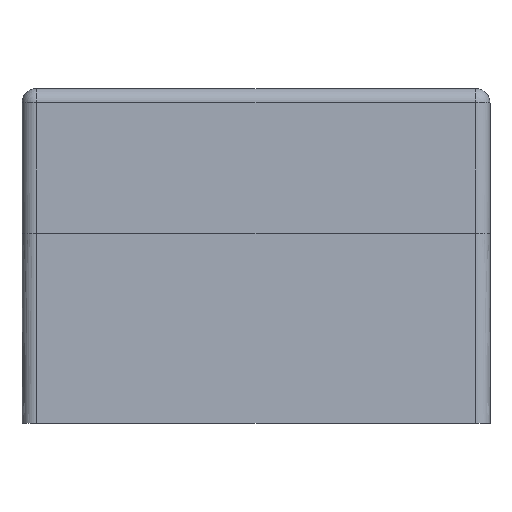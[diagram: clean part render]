
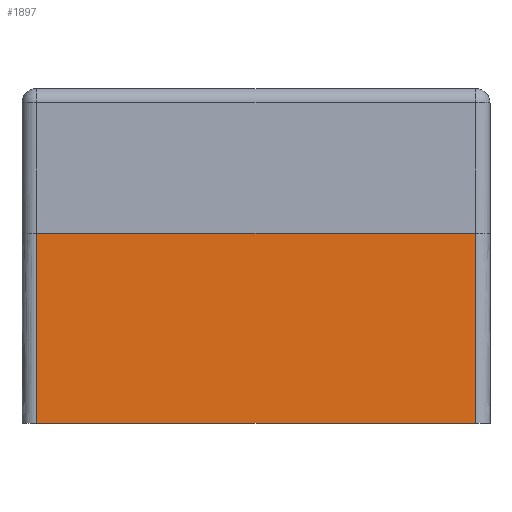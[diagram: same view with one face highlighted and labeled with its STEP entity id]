
A CAD part, front view. The second image highlights one B-rep face of the part: STEP entity #1897.
In plain terms, the highlighted face is a extrusion surface.
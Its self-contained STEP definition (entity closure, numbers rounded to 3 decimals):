
#431 = PLANE('',#432);
#432 = AXIS2_PLACEMENT_3D('',#433,#434,#435);
#433 = CARTESIAN_POINT('',(-16.,65.465,-25.4));
#434 = DIRECTION('',(0.,0.999,-0.035));
#435 = DIRECTION('',(1.,0.,0.));
#941 = PLANE('',#942);
#942 = AXIS2_PLACEMENT_3D('',#943,#944,#945);
#943 = CARTESIAN_POINT('',(0.,68.231,-25.4));
#944 = DIRECTION('',(0.,0.,-1.));
#945 = DIRECTION('',(0.,-1.,0.));
#976 = ( BOUNDED_SURFACE() B_SPLINE_SURFACE(2,4,(
    (#977,#978,#979,#980,#981,#982,#983,#984)
    ,(#985,#986,#987,#988,#989,#990,#991,#992)
    ,(#993,#994,#995,#996,#997,#998,#999,#1000
)),.UNSPECIFIED.,.F.,.F.,.F.) B_SPLINE_SURFACE_WITH_KNOTS((3,3),(5,3,5),
  (0.,13.008),(9.906,22.914,24.036),
.UNSPECIFIED.) GEOMETRIC_REPRESENTATION_ITEM() RATIONAL_B_SPLINE_SURFACE
((
    (1.,1.,1.,1.,1.,1.,1.,1.)
    ,(0.707,0.707,0.707,0.707
      ,0.707,0.707,0.707,0.707)
,(1.,1.,1.,1.,1.,1.,1.,1.))) REPRESENTATION_ITEM('') SURFACE() );
#977 = CARTESIAN_POINT('',(15.,65.919,-12.4));
#978 = CARTESIAN_POINT('',(15.,65.806,-15.65));
#979 = CARTESIAN_POINT('',(15.,65.692,-18.9));
#980 = CARTESIAN_POINT('',(15.,65.579,-22.15));
#981 = CARTESIAN_POINT('',(15.,65.455,-25.68));
#982 = CARTESIAN_POINT('',(15.,65.445,-25.961));
#983 = CARTESIAN_POINT('',(15.,65.436,-26.241));
#984 = CARTESIAN_POINT('',(15.,65.426,-26.521));
#985 = CARTESIAN_POINT('',(16.,65.919,-12.4));
#986 = CARTESIAN_POINT('',(16.,65.806,-15.65));
#987 = CARTESIAN_POINT('',(16.,65.692,-18.9));
#988 = CARTESIAN_POINT('',(16.,65.579,-22.15));
#989 = CARTESIAN_POINT('',(16.,65.455,-25.68));
#990 = CARTESIAN_POINT('',(16.,65.445,-25.961));
#991 = CARTESIAN_POINT('',(16.,65.436,-26.241));
#992 = CARTESIAN_POINT('',(16.,65.426,-26.521));
#993 = CARTESIAN_POINT('',(16.,66.919,-12.435));
#994 = CARTESIAN_POINT('',(16.,66.805,-15.685));
#995 = CARTESIAN_POINT('',(16.,66.691,-18.935));
#996 = CARTESIAN_POINT('',(16.,66.578,-22.185));
#997 = CARTESIAN_POINT('',(16.,66.455,-25.715));
#998 = CARTESIAN_POINT('',(16.,66.445,-25.996));
#999 = CARTESIAN_POINT('',(16.,66.435,-26.276));
#1000 = CARTESIAN_POINT('',(16.,66.425,-26.556));
#1163 = EDGE_CURVE('',#1164,#1166,#1168,.T.);
#1164 = VERTEX_POINT('',#1165);
#1165 = CARTESIAN_POINT('',(-15.,65.919,-12.4));
#1166 = VERTEX_POINT('',#1167);
#1167 = CARTESIAN_POINT('',(15.,65.919,-12.4));
#1168 = SURFACE_CURVE('',#1169,(#1173,#1180),.PCURVE_S1.);
#1169 = LINE('',#1170,#1171);
#1170 = CARTESIAN_POINT('',(-8.,65.919,-12.4));
#1171 = VECTOR('',#1172,1.);
#1172 = DIRECTION('',(1.,0.,0.));
#1173 = PCURVE('',#431,#1174);
#1174 = DEFINITIONAL_REPRESENTATION('',(#1175),#1179);
#1175 = LINE('',#1176,#1177);
#1176 = CARTESIAN_POINT('',(8.,-13.008));
#1177 = VECTOR('',#1178,1.);
#1178 = DIRECTION('',(1.,0.));
#1179 = ( GEOMETRIC_REPRESENTATION_CONTEXT(2) 
PARAMETRIC_REPRESENTATION_CONTEXT() REPRESENTATION_CONTEXT('2D SPACE',''
  ) );
#1180 = PCURVE('',#1181,#1187);
#1181 = SURFACE_OF_LINEAR_EXTRUSION('',#1182,#1185);
#1182 = B_SPLINE_CURVE_WITH_KNOTS('',1,(#1183,#1184),.UNSPECIFIED.,.F.,
  .F.,(2,2),(0.,1.),.PIECEWISE_BEZIER_KNOTS.);
#1183 = CARTESIAN_POINT('',(16.,66.265,-2.5));
#1184 = CARTESIAN_POINT('',(16.,65.465,-25.4));
#1185 = VECTOR('',#1186,1.);
#1186 = DIRECTION('',(1.,0.,0.));
#1187 = DEFINITIONAL_REPRESENTATION('',(#1188),#1192);
#1188 = LINE('',#1189,#1190);
#1189 = CARTESIAN_POINT('',(0.432,-24.));
#1190 = VECTOR('',#1191,1.);
#1191 = DIRECTION('',(-0.,1.));
#1192 = ( GEOMETRIC_REPRESENTATION_CONTEXT(2) 
PARAMETRIC_REPRESENTATION_CONTEXT() REPRESENTATION_CONTEXT('2D SPACE',''
  ) );
#1362 = ( BOUNDED_SURFACE() B_SPLINE_SURFACE(2,4,(
    (#1363,#1364,#1365,#1366,#1367,#1368,#1369,#1370)
    ,(#1371,#1372,#1373,#1374,#1375,#1376,#1377,#1378)
    ,(#1379,#1380,#1381,#1382,#1383,#1384,#1385,#1386
)),.UNSPECIFIED.,.F.,.F.,.F.) B_SPLINE_SURFACE_WITH_KNOTS((3,3),(5,3,5),
  (0.,13.008),(9.906,22.914,24.036),
.UNSPECIFIED.) GEOMETRIC_REPRESENTATION_ITEM() RATIONAL_B_SPLINE_SURFACE
((
    (1.,1.,1.,1.,1.,1.,1.,1.)
    ,(0.707,0.707,0.707,0.707
      ,0.707,0.707,0.707,0.707)
,(1.,1.,1.,1.,1.,1.,1.,1.))) REPRESENTATION_ITEM('') SURFACE() );
#1363 = CARTESIAN_POINT('',(-15.,65.919,-12.4));
#1364 = CARTESIAN_POINT('',(-15.,65.806,-15.65));
#1365 = CARTESIAN_POINT('',(-15.,65.692,-18.9));
#1366 = CARTESIAN_POINT('',(-15.,65.579,-22.15));
#1367 = CARTESIAN_POINT('',(-15.,65.455,-25.68));
#1368 = CARTESIAN_POINT('',(-15.,65.445,-25.961));
#1369 = CARTESIAN_POINT('',(-15.,65.436,-26.241));
#1370 = CARTESIAN_POINT('',(-15.,65.426,-26.521));
#1371 = CARTESIAN_POINT('',(-16.,65.919,-12.4));
#1372 = CARTESIAN_POINT('',(-16.,65.806,-15.65));
#1373 = CARTESIAN_POINT('',(-16.,65.692,-18.9));
#1374 = CARTESIAN_POINT('',(-16.,65.579,-22.15));
#1375 = CARTESIAN_POINT('',(-16.,65.455,-25.68));
#1376 = CARTESIAN_POINT('',(-16.,65.445,-25.961));
#1377 = CARTESIAN_POINT('',(-16.,65.436,-26.241));
#1378 = CARTESIAN_POINT('',(-16.,65.426,-26.521));
#1379 = CARTESIAN_POINT('',(-16.,66.919,-12.435));
#1380 = CARTESIAN_POINT('',(-16.,66.805,-15.685));
#1381 = CARTESIAN_POINT('',(-16.,66.691,-18.935));
#1382 = CARTESIAN_POINT('',(-16.,66.578,-22.185));
#1383 = CARTESIAN_POINT('',(-16.,66.455,-25.715));
#1384 = CARTESIAN_POINT('',(-16.,66.445,-25.996));
#1385 = CARTESIAN_POINT('',(-16.,66.435,-26.276));
#1386 = CARTESIAN_POINT('',(-16.,66.425,-26.556));
#1548 = EDGE_CURVE('',#1549,#1551,#1553,.T.);
#1549 = VERTEX_POINT('',#1550);
#1550 = CARTESIAN_POINT('',(-15.,65.465,-25.4));
#1551 = VERTEX_POINT('',#1552);
#1552 = CARTESIAN_POINT('',(15.,65.465,-25.4));
#1553 = SURFACE_CURVE('',#1554,(#1558,#1565),.PCURVE_S1.);
#1554 = LINE('',#1555,#1556);
#1555 = CARTESIAN_POINT('',(-16.,65.465,-25.4));
#1556 = VECTOR('',#1557,1.);
#1557 = DIRECTION('',(1.,0.,0.));
#1558 = PCURVE('',#941,#1559);
#1559 = DEFINITIONAL_REPRESENTATION('',(#1560),#1564);
#1560 = LINE('',#1561,#1562);
#1561 = CARTESIAN_POINT('',(2.766,16.));
#1562 = VECTOR('',#1563,1.);
#1563 = DIRECTION('',(0.,-1.));
#1564 = ( GEOMETRIC_REPRESENTATION_CONTEXT(2) 
PARAMETRIC_REPRESENTATION_CONTEXT() REPRESENTATION_CONTEXT('2D SPACE',''
  ) );
#1565 = PCURVE('',#1181,#1566);
#1566 = DEFINITIONAL_REPRESENTATION('',(#1567),#1571);
#1567 = LINE('',#1568,#1569);
#1568 = CARTESIAN_POINT('',(1.,-32.));
#1569 = VECTOR('',#1570,1.);
#1570 = DIRECTION('',(-0.,1.));
#1571 = ( GEOMETRIC_REPRESENTATION_CONTEXT(2) 
PARAMETRIC_REPRESENTATION_CONTEXT() REPRESENTATION_CONTEXT('2D SPACE',''
  ) );
#1844 = EDGE_CURVE('',#1166,#1551,#1845,.T.);
#1845 = SURFACE_CURVE('',#1846,(#1855,#1862),.PCURVE_S1.);
#1846 = B_SPLINE_CURVE_WITH_KNOTS('',4,(#1847,#1848,#1849,#1850,#1851,
    #1852,#1853,#1854),.UNSPECIFIED.,.F.,.F.,(5,3,5),(9.906,
    22.914,24.036),.UNSPECIFIED.);
#1847 = CARTESIAN_POINT('',(15.,65.919,-12.4));
#1848 = CARTESIAN_POINT('',(15.,65.806,-15.65));
#1849 = CARTESIAN_POINT('',(15.,65.692,-18.9));
#1850 = CARTESIAN_POINT('',(15.,65.579,-22.15));
#1851 = CARTESIAN_POINT('',(15.,65.455,-25.68));
#1852 = CARTESIAN_POINT('',(15.,65.445,-25.961));
#1853 = CARTESIAN_POINT('',(15.,65.436,-26.241));
#1854 = CARTESIAN_POINT('',(15.,65.426,-26.521));
#1855 = PCURVE('',#976,#1856);
#1856 = DEFINITIONAL_REPRESENTATION('',(#1857),#1861);
#1857 = LINE('',#1858,#1859);
#1858 = CARTESIAN_POINT('',(0.,0.));
#1859 = VECTOR('',#1860,1.);
#1860 = DIRECTION('',(0.,1.));
#1861 = ( GEOMETRIC_REPRESENTATION_CONTEXT(2) 
PARAMETRIC_REPRESENTATION_CONTEXT() REPRESENTATION_CONTEXT('2D SPACE',''
  ) );
#1862 = PCURVE('',#1181,#1863);
#1863 = DEFINITIONAL_REPRESENTATION('',(#1864),#1870);
#1864 = B_SPLINE_CURVE_WITH_KNOTS('',4,(#1865,#1866,#1867,#1868,#1869),
  .UNSPECIFIED.,.F.,.F.,(5,5),(9.906,22.914),
  .PIECEWISE_BEZIER_KNOTS.);
#1865 = CARTESIAN_POINT('',(0.432,-1.));
#1866 = CARTESIAN_POINT('',(0.574,-1.));
#1867 = CARTESIAN_POINT('',(0.716,-1.));
#1868 = CARTESIAN_POINT('',(0.858,-1.));
#1869 = CARTESIAN_POINT('',(1.,-1.));
#1870 = ( GEOMETRIC_REPRESENTATION_CONTEXT(2) 
PARAMETRIC_REPRESENTATION_CONTEXT() REPRESENTATION_CONTEXT('2D SPACE',''
  ) );
#1897 = ADVANCED_FACE('',(#1898),#1181,.T.);
#1898 = FACE_BOUND('',#1899,.T.);
#1899 = EDGE_LOOP('',(#1900,#1901,#1929,#1930));
#1900 = ORIENTED_EDGE('',*,*,#1163,.F.);
#1901 = ORIENTED_EDGE('',*,*,#1902,.T.);
#1902 = EDGE_CURVE('',#1164,#1549,#1903,.T.);
#1903 = SURFACE_CURVE('',#1904,(#1913,#1922),.PCURVE_S1.);
#1904 = B_SPLINE_CURVE_WITH_KNOTS('',4,(#1905,#1906,#1907,#1908,#1909,
    #1910,#1911,#1912),.UNSPECIFIED.,.F.,.F.,(5,3,5),(9.906,
    22.914,24.036),.UNSPECIFIED.);
#1905 = CARTESIAN_POINT('',(-15.,65.919,-12.4));
#1906 = CARTESIAN_POINT('',(-15.,65.806,-15.65));
#1907 = CARTESIAN_POINT('',(-15.,65.692,-18.9));
#1908 = CARTESIAN_POINT('',(-15.,65.579,-22.15));
#1909 = CARTESIAN_POINT('',(-15.,65.455,-25.68));
#1910 = CARTESIAN_POINT('',(-15.,65.445,-25.961));
#1911 = CARTESIAN_POINT('',(-15.,65.436,-26.241));
#1912 = CARTESIAN_POINT('',(-15.,65.426,-26.521));
#1913 = PCURVE('',#1181,#1914);
#1914 = DEFINITIONAL_REPRESENTATION('',(#1915),#1921);
#1915 = B_SPLINE_CURVE_WITH_KNOTS('',4,(#1916,#1917,#1918,#1919,#1920),
  .UNSPECIFIED.,.F.,.F.,(5,5),(9.906,22.914),
  .PIECEWISE_BEZIER_KNOTS.);
#1916 = CARTESIAN_POINT('',(0.432,-31.));
#1917 = CARTESIAN_POINT('',(0.574,-31.));
#1918 = CARTESIAN_POINT('',(0.716,-31.));
#1919 = CARTESIAN_POINT('',(0.858,-31.));
#1920 = CARTESIAN_POINT('',(1.,-31.));
#1921 = ( GEOMETRIC_REPRESENTATION_CONTEXT(2) 
PARAMETRIC_REPRESENTATION_CONTEXT() REPRESENTATION_CONTEXT('2D SPACE',''
  ) );
#1922 = PCURVE('',#1362,#1923);
#1923 = DEFINITIONAL_REPRESENTATION('',(#1924),#1928);
#1924 = LINE('',#1925,#1926);
#1925 = CARTESIAN_POINT('',(0.,0.));
#1926 = VECTOR('',#1927,1.);
#1927 = DIRECTION('',(0.,1.));
#1928 = ( GEOMETRIC_REPRESENTATION_CONTEXT(2) 
PARAMETRIC_REPRESENTATION_CONTEXT() REPRESENTATION_CONTEXT('2D SPACE',''
  ) );
#1929 = ORIENTED_EDGE('',*,*,#1548,.T.);
#1930 = ORIENTED_EDGE('',*,*,#1844,.F.);
